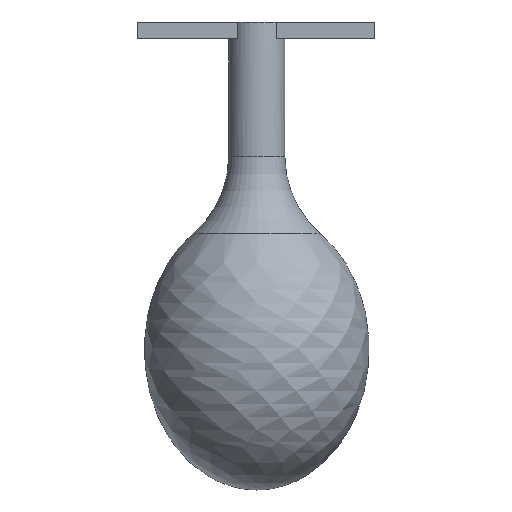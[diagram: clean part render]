
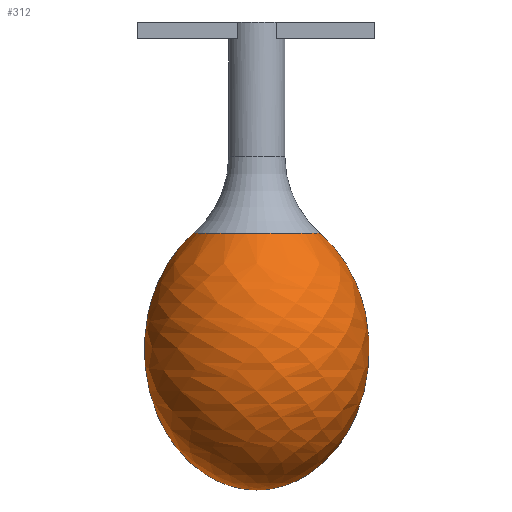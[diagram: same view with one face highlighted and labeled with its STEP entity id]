
A CAD part, left-side view. The second image highlights one B-rep face of the part: STEP entity #312.
In plain terms, the highlighted free-form (B-spline) face has degree [2, 2] with [5, 5] control points.
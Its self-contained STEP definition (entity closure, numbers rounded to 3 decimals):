
#82=FACE_OUTER_BOUND('',#97,.T.);
#97=EDGE_LOOP('',(#218,#219,#220,#221,#222,#223,#224,#225,#226,#227));
#116=CIRCLE('',#344,11.297);
#117=CIRCLE('',#345,11.297);
#131=ELLIPSE('',#342,25.,20.);
#132=ELLIPSE('',#343,25.,20.);
#133=ELLIPSE('',#346,25.,20.);
#134=ELLIPSE('',#347,25.,20.);
#135=ELLIPSE('',#348,25.,20.);
#136=ELLIPSE('',#349,25.,20.);
#137=ELLIPSE('',#350,25.,20.);
#138=ELLIPSE('',#351,25.,20.);
#139=VERTEX_POINT('',#507);
#140=VERTEX_POINT('',#508);
#141=VERTEX_POINT('',#510);
#142=VERTEX_POINT('',#512);
#143=VERTEX_POINT('',#514);
#144=VERTEX_POINT('',#516);
#145=VERTEX_POINT('',#518);
#146=VERTEX_POINT('',#520);
#147=VERTEX_POINT('',#522);
#148=VERTEX_POINT('',#524);
#172=EDGE_CURVE('',#139,#140,#131,.T.);
#173=EDGE_CURVE('',#140,#141,#132,.T.);
#174=EDGE_CURVE('',#141,#142,#116,.T.);
#175=EDGE_CURVE('',#142,#143,#117,.T.);
#176=EDGE_CURVE('',#144,#143,#133,.T.);
#177=EDGE_CURVE('',#145,#144,#134,.T.);
#178=EDGE_CURVE('',#146,#145,#135,.T.);
#179=EDGE_CURVE('',#147,#146,#136,.T.);
#180=EDGE_CURVE('',#147,#148,#137,.T.);
#181=EDGE_CURVE('',#148,#139,#138,.T.);
#218=ORIENTED_EDGE('',*,*,#172,.T.);
#219=ORIENTED_EDGE('',*,*,#173,.T.);
#220=ORIENTED_EDGE('',*,*,#174,.T.);
#221=ORIENTED_EDGE('',*,*,#175,.T.);
#222=ORIENTED_EDGE('',*,*,#176,.F.);
#223=ORIENTED_EDGE('',*,*,#177,.F.);
#224=ORIENTED_EDGE('',*,*,#178,.F.);
#225=ORIENTED_EDGE('',*,*,#179,.F.);
#226=ORIENTED_EDGE('',*,*,#180,.T.);
#227=ORIENTED_EDGE('',*,*,#181,.T.);
#310=(
BOUNDED_SURFACE()
B_SPLINE_SURFACE(2,2,((#482,#483,#484,#485,#486),(#487,#488,#489,#490,#491),
(#492,#493,#494,#495,#496),(#497,#498,#499,#500,#501),(#502,#503,#504,#505,
#506)),.UNSPECIFIED.,.F.,.F.,.F.)
B_SPLINE_SURFACE_WITH_KNOTS((3,2,3),(3,2,3),(6.283,7.554,
8.825),(0.,1.571,3.142),.UNSPECIFIED.)
GEOMETRIC_REPRESENTATION_ITEM()
RATIONAL_B_SPLINE_SURFACE(((1.,0.707,1.,0.707,1.),
(0.805,0.569,0.805,0.569,
0.805),(1.,0.707,1.,0.707,1.),(0.805,
0.569,0.805,0.569,0.805),
(1.,0.707,1.,0.707,1.)))
REPRESENTATION_ITEM('')
SURFACE()
);
#312=ADVANCED_FACE('',(#82),#310,.T.);
#342=AXIS2_PLACEMENT_3D('',#509,#383,#384);
#343=AXIS2_PLACEMENT_3D('',#511,#385,#386);
#344=AXIS2_PLACEMENT_3D('',#513,#387,#388);
#345=AXIS2_PLACEMENT_3D('',#515,#389,#390);
#346=AXIS2_PLACEMENT_3D('',#517,#391,#392);
#347=AXIS2_PLACEMENT_3D('',#519,#393,#394);
#348=AXIS2_PLACEMENT_3D('',#521,#395,#396);
#349=AXIS2_PLACEMENT_3D('',#523,#397,#398);
#350=AXIS2_PLACEMENT_3D('',#525,#399,#400);
#351=AXIS2_PLACEMENT_3D('',#526,#401,#402);
#383=DIRECTION('center_axis',(0.,0.,-1.));
#384=DIRECTION('ref_axis',(1.,0.,0.));
#385=DIRECTION('center_axis',(0.,0.,-1.));
#386=DIRECTION('ref_axis',(1.,0.,0.));
#387=DIRECTION('center_axis',(1.,0.,0.));
#388=DIRECTION('ref_axis',(0.,0.,-1.));
#389=DIRECTION('center_axis',(1.,0.,0.));
#390=DIRECTION('ref_axis',(0.,0.,-1.));
#391=DIRECTION('center_axis',(0.,0.,1.));
#392=DIRECTION('ref_axis',(1.,0.,0.));
#393=DIRECTION('center_axis',(0.,0.,1.));
#394=DIRECTION('ref_axis',(1.,0.,0.));
#395=DIRECTION('center_axis',(0.,0.,1.));
#396=DIRECTION('ref_axis',(1.,0.,0.));
#397=DIRECTION('center_axis',(0.,0.,1.));
#398=DIRECTION('ref_axis',(1.,0.,0.));
#399=DIRECTION('center_axis',(0.,0.,-1.));
#400=DIRECTION('ref_axis',(1.,0.,0.));
#401=DIRECTION('center_axis',(0.,0.,-1.));
#402=DIRECTION('ref_axis',(1.,0.,0.));
#482=CARTESIAN_POINT('Ctrl Pts',(25.,0.,0.));
#483=CARTESIAN_POINT('Ctrl Pts',(25.,0.,0.));
#484=CARTESIAN_POINT('Ctrl Pts',(25.,0.,0.));
#485=CARTESIAN_POINT('Ctrl Pts',(25.,0.,0.));
#486=CARTESIAN_POINT('Ctrl Pts',(25.,0.,0.));
#487=CARTESIAN_POINT('Ctrl Pts',(25.,-14.746,0.));
#488=CARTESIAN_POINT('Ctrl Pts',(25.,-14.746,-14.746));
#489=CARTESIAN_POINT('Ctrl Pts',(25.,0.,-14.746));
#490=CARTESIAN_POINT('Ctrl Pts',(25.,14.746,-14.746));
#491=CARTESIAN_POINT('Ctrl Pts',(25.,14.746,0.));
#492=CARTESIAN_POINT('Ctrl Pts',(7.391,-19.106,0.));
#493=CARTESIAN_POINT('Ctrl Pts',(7.391,-19.106,-19.106));
#494=CARTESIAN_POINT('Ctrl Pts',(7.391,0.,
-19.106));
#495=CARTESIAN_POINT('Ctrl Pts',(7.391,19.106,-19.106));
#496=CARTESIAN_POINT('Ctrl Pts',(7.391,19.106,0.));
#497=CARTESIAN_POINT('Ctrl Pts',(-10.217,-23.466,0.));
#498=CARTESIAN_POINT('Ctrl Pts',(-10.217,-23.466,-23.466));
#499=CARTESIAN_POINT('Ctrl Pts',(-10.217,0.,
-23.466));
#500=CARTESIAN_POINT('Ctrl Pts',(-10.217,23.466,-23.466));
#501=CARTESIAN_POINT('Ctrl Pts',(-10.217,23.466,0.));
#502=CARTESIAN_POINT('Ctrl Pts',(-20.63,-11.297,0.));
#503=CARTESIAN_POINT('Ctrl Pts',(-20.63,-11.297,-11.297));
#504=CARTESIAN_POINT('Ctrl Pts',(-20.63,0.,
-11.297));
#505=CARTESIAN_POINT('Ctrl Pts',(-20.63,11.297,-11.297));
#506=CARTESIAN_POINT('Ctrl Pts',(-20.63,11.297,0.));
#507=CARTESIAN_POINT('',(11.877,-17.598,0.));
#508=CARTESIAN_POINT('',(-11.877,-17.598,0.));
#509=CARTESIAN_POINT('Origin',(0.,0.,0.));
#510=CARTESIAN_POINT('',(-20.63,-11.297,0.));
#511=CARTESIAN_POINT('Origin',(0.,0.,0.));
#512=CARTESIAN_POINT('',(-20.63,0.,-11.297));
#513=CARTESIAN_POINT('Origin',(-20.63,0.,0.));
#514=CARTESIAN_POINT('',(-20.63,11.297,0.));
#515=CARTESIAN_POINT('Origin',(-20.63,0.,0.));
#516=CARTESIAN_POINT('',(-11.877,17.598,0.));
#517=CARTESIAN_POINT('Origin',(0.,0.,0.));
#518=CARTESIAN_POINT('',(11.877,17.598,0.));
#519=CARTESIAN_POINT('Origin',(0.,0.,0.));
#520=CARTESIAN_POINT('',(22.208,9.183,0.));
#521=CARTESIAN_POINT('Origin',(0.,0.,0.));
#522=CARTESIAN_POINT('',(25.,0.,0.));
#523=CARTESIAN_POINT('Origin',(0.,0.,0.));
#524=CARTESIAN_POINT('',(22.208,-9.183,0.));
#525=CARTESIAN_POINT('Origin',(0.,0.,0.));
#526=CARTESIAN_POINT('Origin',(0.,0.,0.));
